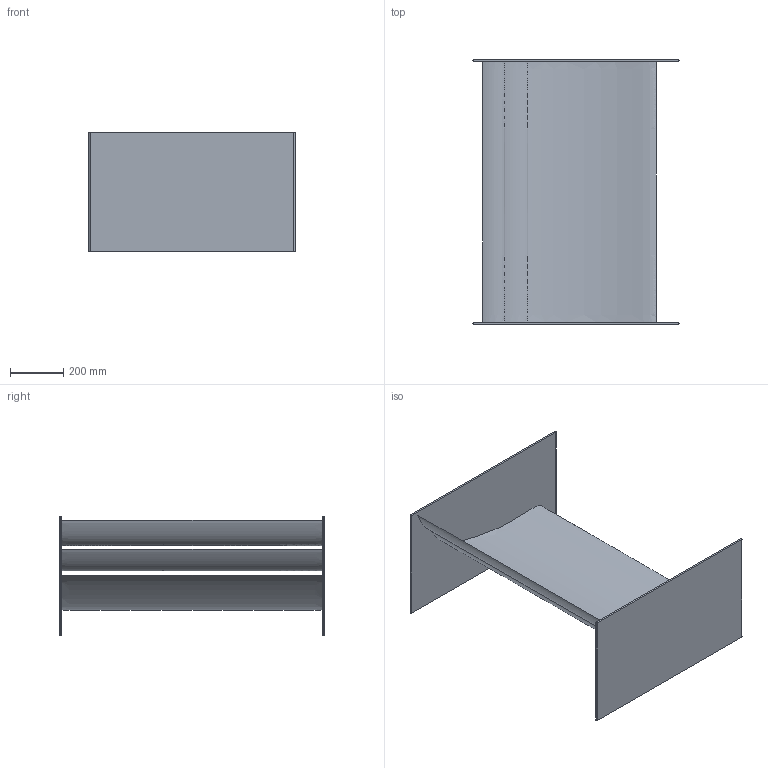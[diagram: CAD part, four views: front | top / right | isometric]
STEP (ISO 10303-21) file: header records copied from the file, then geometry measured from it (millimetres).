
FILE_DESCRIPTION(('CATIA V5 STEP Exchange','CAx-IF Rec.Pracs.--- Model Styling and Organization---1.5--- 2016-08-15','CAx-IF Rec.Pracs.---Supplemental Geometry---1.0---2011-11-01','CAx-IF Rec.Pracs.--- Composite Materials ---3.4---2017-06-13','CAx-IF Rec.Pracs.---Tessellated 3D Geometry---1.0---2015-12-17'),'2;1');
FILE_NAME('fsae_23_Assy_wingAndEndpaltes.stp','2022-06-15T16:40:06+00:00',('none'),('none'),'CATIA Version 5-6 Release 2021','CATIA V5 STEP AP242 v2','none');
FILE_SCHEMA(('AP242_MANAGED_MODEL_BASED_3D_ENGINEERING_MIM_LF {1 0 10303 442 1 1 4}'));
Length unit declared in the file: millimetre
Products named in the file (3): Product41; fsae_23_endplate; fsae_23_500mm_All3
Assembly tree (3 placements, depth 2):
  Product41
    fsae_23_endplate  x2
    fsae_23_500mm_All3
Bounding box: 775 x 996 x 450 mm (x, y, z)
Volume: 28402501.9 mm3; surface area: 3014637.2 mm2
Topology: 5 solids, 5 shells, 28 faces, 54 edges, 36 vertices
Faces by surface type: plane 14, cylinder 8, extrusion 6
Entity records: 2460 total; most frequent: CARTESIAN_POINT 2035, ORIENTED_EDGE 72, DIRECTION 62, EDGE_CURVE 36, AXIS2_PLACEMENT_3D 24, VERTEX_POINT 24, VECTOR 22, EDGE_LOOP 20
